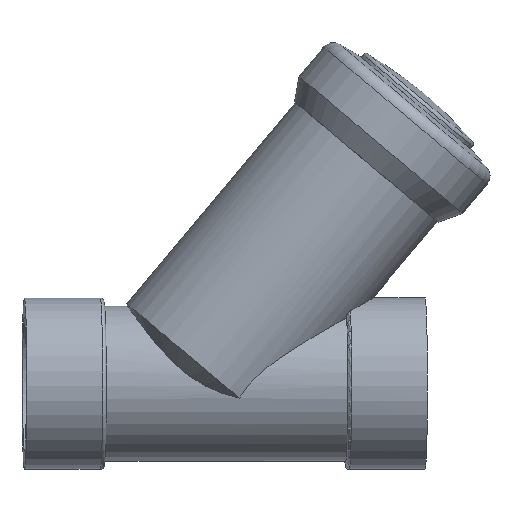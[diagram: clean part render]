
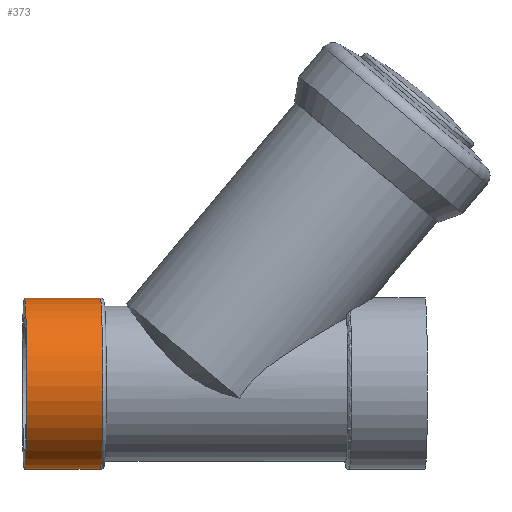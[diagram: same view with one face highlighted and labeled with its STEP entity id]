
A CAD part, front view. The second image highlights one B-rep face of the part: STEP entity #373.
In plain terms, the highlighted cylindrical face has radius 69.5 mm (diameter 139 mm), a full revolution.
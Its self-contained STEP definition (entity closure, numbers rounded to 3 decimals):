
#64=CYLINDRICAL_SURFACE($,#434,69.5);
#87=FACE_BOUND($,#153,.T.);
#106=FACE_OUTER_BOUND($,#152,.T.);
#152=EDGE_LOOP($,(#326));
#153=EDGE_LOOP($,(#327));
#175=CIRCLE($,#414,69.5);
#179=CIRCLE($,#420,69.5);
#201=VERTEX_POINT($,#617);
#205=VERTEX_POINT($,#627);
#237=EDGE_CURVE($,#201,#201,#175,.T.);
#241=EDGE_CURVE($,#205,#205,#179,.T.);
#326=ORIENTED_EDGE($,*,*,#237,.F.);
#327=ORIENTED_EDGE($,*,*,#241,.T.);
#373=ADVANCED_FACE($,(#106,#87),#64,.T.);
#414=AXIS2_PLACEMENT_3D($,#618,#507,#508);
#420=AXIS2_PLACEMENT_3D($,#628,#519,#520);
#434=AXIS2_PLACEMENT_3D($,#816,#547,#548);
#507=DIRECTION('center_axis',(-1.,0.,0.));
#508=DIRECTION('ref_axis',(0.,0.,-1.));
#519=DIRECTION('center_axis',(-1.,0.,0.));
#520=DIRECTION('ref_axis',(0.,0.,-1.));
#547=DIRECTION('center_axis',(-1.,0.,0.));
#548=DIRECTION('ref_axis',(0.,0.,-1.));
#617=CARTESIAN_POINT('',(-60.5,0.,69.5));
#618=CARTESIAN_POINT('Origin',(-60.5,0.,0.));
#627=CARTESIAN_POINT('',(1.,0.,69.5));
#628=CARTESIAN_POINT('Origin',(1.,0.,0.));
#816=CARTESIAN_POINT('Origin',(-28.5,0.,0.));
